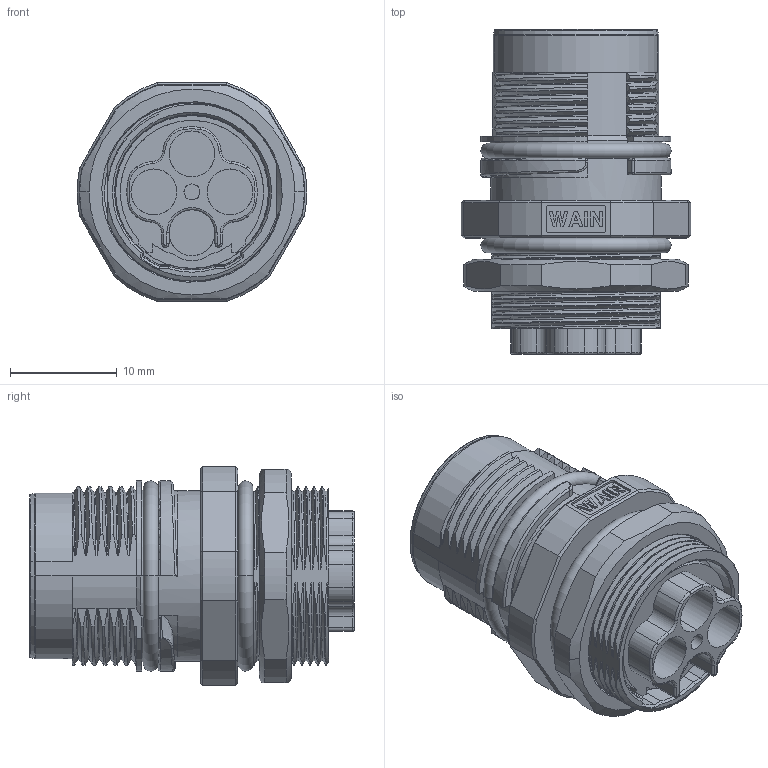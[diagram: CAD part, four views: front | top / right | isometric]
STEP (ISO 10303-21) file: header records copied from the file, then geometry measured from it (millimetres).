
FILE_DESCRIPTION((''),'2;1');
FILE_NAME('PWR4','2024-02-05T',('13539'),(''),'PRO/ENGINEER BY PARAMETRIC TECHNOLOGY CORPORATION, 2012480','PRO/ENGINEER BY PARAMETRIC TECHNOLOGY CORPORATION, 2012480','');
FILE_SCHEMA(('CONFIG_CONTROL_DESIGN'));
Length unit declared in the file: millimetre
Products named in the file (1): PWR4
Bounding box: 21.5 x 30.4 x 20.5 mm (x, y, z)
Volume: 5180.9 mm3; surface area: 7290.7 mm2
Topology: 1 solids, 1 shells, 850 faces, 2454 edges, 1630 vertices
Faces by surface type: plane 309, cylinder 266, bspline 115, torus 72, cone 61, extrusion 16, sphere 11
Entity records: 39265 total; most frequent: CARTESIAN_POINT 17818, ORIENTED_EDGE 4886, DIRECTION 3973, EDGE_CURVE 2443, VERTEX_POINT 1630, AXIS2_PLACEMENT_3D 1471, VECTOR 1031, LINE 1015
